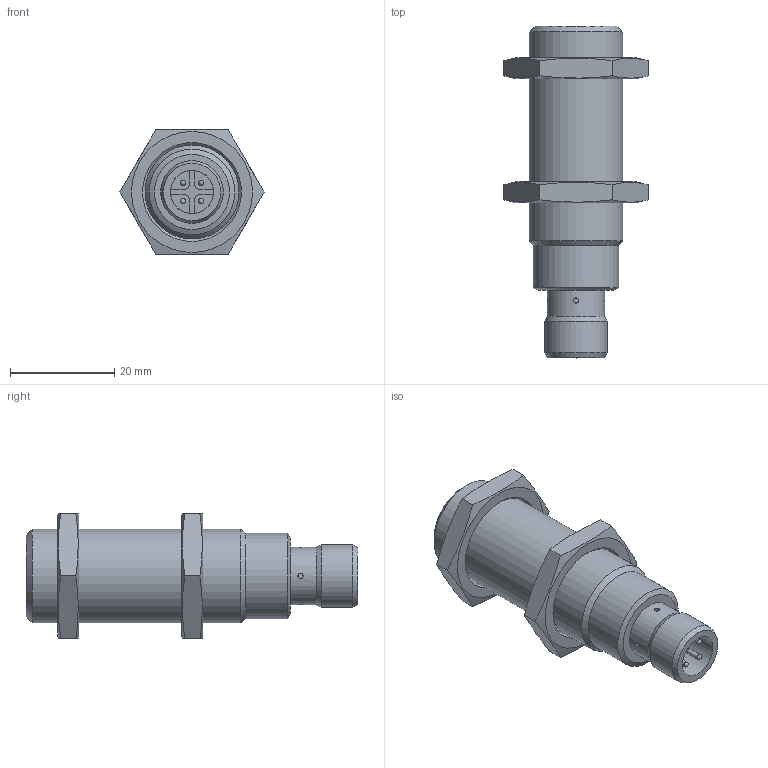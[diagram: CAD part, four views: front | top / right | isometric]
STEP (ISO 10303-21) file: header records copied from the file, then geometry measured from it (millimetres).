
FILE_DESCRIPTION((''),'2;1');
FILE_NAME('IC180122.stp','2017-04-25T23:30:24',('User'),(''),'Autodesk Inventor 11','Autodesk Inventor 11','');
FILE_SCHEMA(('AUTOMOTIVE_DESIGN { 1 0 10303 214 1 1 1 1 }'));
Length unit declared in the file: millimetre
Products named in the file (3): IC180122; IC180122 Sensor; M18x1 Mutter
Assembly tree (3 placements, depth 2):
  IC180122
    IC180122 Sensor
    M18x1 Mutter  x2
Bounding box: 27.66 x 63.64 x 23.95 mm (x, y, z)
Volume: 15242.8 mm3; surface area: 5996.1 mm2
Topology: 3 solids, 3 shells, 72 faces, 175 edges, 110 vertices
Faces by surface type: plane 32, cylinder 23, cone 13, sphere 4
Full cylindrical faces by diameter (mm): 1 x8, 8.3 x1, 11 x1, 12 x1, 16.4 x1, 18 x3
Entity records: 1883 total; most frequent: CARTESIAN_POINT 571, DIRECTION 268, ORIENTED_EDGE 216, AXIS2_PLACEMENT_3D 115, EDGE_CURVE 108, EDGE_LOOP 94, VERTEX_POINT 86, FACE_OUTER_BOUND 59
